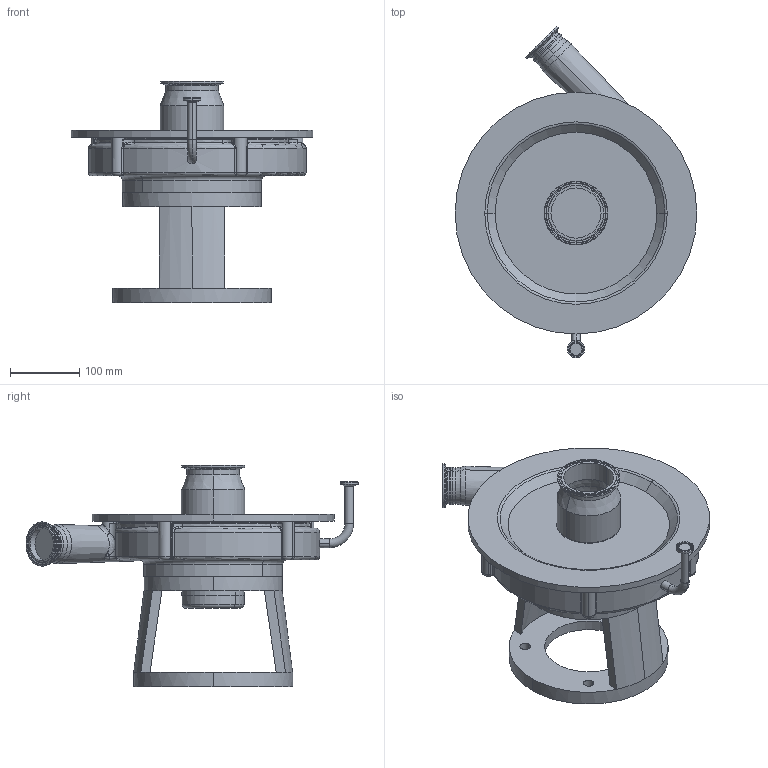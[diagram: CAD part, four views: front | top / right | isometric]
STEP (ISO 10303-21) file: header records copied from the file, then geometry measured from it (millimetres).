
FILE_DESCRIPTION (( 'STEP AP214' ), '1' );
FILE_NAME ('FPR 3451-3452 180TC 45L 1-2 In ELBOW FRONT.STEP', '2022-12-20T19:21:40', ( '' ), ( '' ), 'SwSTEP 2.0', 'SolidWorks 2021', '' );
FILE_SCHEMA (( 'AUTOMOTIVE_DESIGN' ));
Length unit declared in the file: millimetre
Products named in the file (2): FPR 3451-3452 180TC 45L 1-2 In ELBOW FRONT; FPR 345 45L 180-250TC 1-2 In ELBOW FRONT^1275000007.STEP
Assembly tree (1 placements, depth 2):
  FPR 3451-3452 180TC 45L 1-2 In ELBOW FRONT
    FPR 345 45L 180-250TC 1-2 In ELBOW FRONT^1275000007.STEP
Bounding box: 350 x 480.52 x 320.5 mm (x, y, z)
Volume: 6975463.9 mm3; surface area: 566507.4 mm2
Topology: 1 solids, 1 shells, 304 faces, 714 edges, 415 vertices
Faces by surface type: cylinder 99, torus 94, plane 46, bspline 37, cone 24, sphere 4
Entity records: 19685 total; most frequent: CARTESIAN_POINT 12816, DIRECTION 1480, ORIENTED_EDGE 1410, EDGE_CURVE 705, AXIS2_PLACEMENT_3D 662, VERTEX_POINT 415, CIRCLE 391, EDGE_LOOP 338
